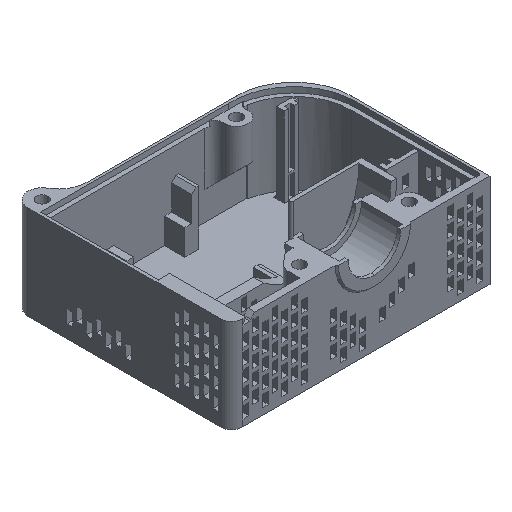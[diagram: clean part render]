
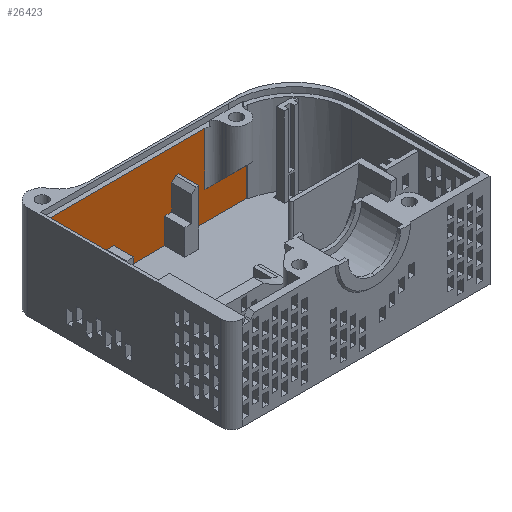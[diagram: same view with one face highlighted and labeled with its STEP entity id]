
A CAD part, isometric view. The second image highlights one B-rep face of the part: STEP entity #26423.
In plain terms, the highlighted planar face has unit normal (0, -1, 0).
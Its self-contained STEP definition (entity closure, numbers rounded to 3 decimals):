
#120 = VERTEX_POINT ( 'NONE', #25652 ) ;
#194 = LINE ( 'NONE', #17798, #3362 ) ;
#265 = CARTESIAN_POINT ( 'NONE',  ( -1.75, 66., -11. ) ) ;
#1132 = DIRECTION ( 'NONE',  ( 0., 0., -1. ) ) ;
#1335 = DIRECTION ( 'NONE',  ( 0., 1., 0. ) ) ;
#1508 = VECTOR ( 'NONE', #19799, 1000. ) ;
#1875 = ORIENTED_EDGE ( 'NONE', *, *, #8663, .F. ) ;
#2196 = CARTESIAN_POINT ( 'NONE',  ( -1.75, 66., -30.3 ) ) ;
#2592 = DIRECTION ( 'NONE',  ( -1., 0., 0. ) ) ;
#3027 = LINE ( 'NONE', #12646, #18242 ) ;
#3265 = LINE ( 'NONE', #14807, #11405 ) ;
#3362 = VECTOR ( 'NONE', #2592, 1000. ) ;
#4112 = EDGE_CURVE ( 'NONE', #29415, #16128, #24762, .T. ) ;
#4241 = LINE ( 'NONE', #4541, #31356 ) ;
#4541 = CARTESIAN_POINT ( 'NONE',  ( 0., 66., -30.3 ) ) ;
#4725 = AXIS2_PLACEMENT_3D ( 'NONE', #8995, #1335, #20706 ) ;
#4942 = ORIENTED_EDGE ( 'NONE', *, *, #27415, .F. ) ;
#5109 = EDGE_CURVE ( 'NONE', #17341, #31687, #10179, .T. ) ;
#5302 = ORIENTED_EDGE ( 'NONE', *, *, #9265, .T. ) ;
#5335 = VERTEX_POINT ( 'NONE', #22674 ) ;
#5931 = EDGE_CURVE ( 'NONE', #16128, #17196, #17949, .T. ) ;
#6036 = LINE ( 'NONE', #10855, #27723 ) ;
#6626 = EDGE_CURVE ( 'NONE', #31271, #30595, #29204, .T. ) ;
#6711 = DIRECTION ( 'NONE',  ( -1., 0., 0. ) ) ;
#6799 = VECTOR ( 'NONE', #16424, 1000. ) ;
#6929 = EDGE_CURVE ( 'NONE', #25486, #120, #12529, .T. ) ;
#7146 = CARTESIAN_POINT ( 'NONE',  ( -2.65, 66., -11. ) ) ;
#7908 = VECTOR ( 'NONE', #20809, 1000. ) ;
#8577 = VERTEX_POINT ( 'NONE', #8635 ) ;
#8590 = DIRECTION ( 'NONE',  ( 0.707, 0., 0.707 ) ) ;
#8635 = CARTESIAN_POINT ( 'NONE',  ( -4.15, 66., -12.5 ) ) ;
#8663 = EDGE_CURVE ( 'NONE', #8577, #29415, #3027, .T. ) ;
#8930 = CARTESIAN_POINT ( 'NONE',  ( -26.7, 66., 0. ) ) ;
#8995 = CARTESIAN_POINT ( 'NONE',  ( 0., 66., 0. ) ) ;
#9084 = CARTESIAN_POINT ( 'NONE',  ( 0., 66., -30.3 ) ) ;
#9099 = LINE ( 'NONE', #13928, #7908 ) ;
#9104 = CARTESIAN_POINT ( 'NONE',  ( -44.45, 66., -30.3 ) ) ;
#9265 = EDGE_CURVE ( 'NONE', #30879, #16709, #24208, .T. ) ;
#9398 = EDGE_CURVE ( 'NONE', #120, #22736, #194, .T. ) ;
#9904 = EDGE_CURVE ( 'NONE', #30595, #30187, #23668, .T. ) ;
#10159 = ORIENTED_EDGE ( 'NONE', *, *, #9904, .F. ) ;
#10167 = CARTESIAN_POINT ( 'NONE',  ( -46.85, 66., -21.35 ) ) ;
#10179 = LINE ( 'NONE', #12440, #1508 ) ;
#10393 = DIRECTION ( 'NONE',  ( 0., 0., -1. ) ) ;
#10855 = CARTESIAN_POINT ( 'NONE',  ( 4.175, 66., -4.175 ) ) ;
#10968 = ORIENTED_EDGE ( 'NONE', *, *, #24307, .T. ) ;
#11097 = PLANE ( 'NONE',  #4725 ) ;
#11255 = FACE_OUTER_BOUND ( 'NONE', #14937, .T. ) ;
#11405 = VECTOR ( 'NONE', #12405, 1000. ) ;
#11894 = DIRECTION ( 'NONE',  ( 0., 0., -1. ) ) ;
#12405 = DIRECTION ( 'NONE',  ( 0., 0., -1. ) ) ;
#12440 = CARTESIAN_POINT ( 'NONE',  ( 0., 66., -1.9 ) ) ;
#12529 = LINE ( 'NONE', #24369, #17127 ) ;
#12646 = CARTESIAN_POINT ( 'NONE',  ( -4.15, 66., 0. ) ) ;
#13038 = VECTOR ( 'NONE', #6711, 1000. ) ;
#13164 = VERTEX_POINT ( 'NONE', #10167 ) ;
#13257 = CARTESIAN_POINT ( 'NONE',  ( -1.75, 66., 0. ) ) ;
#13469 = CARTESIAN_POINT ( 'NONE',  ( -46.85, 66., 0. ) ) ;
#13569 = ORIENTED_EDGE ( 'NONE', *, *, #5931, .F. ) ;
#13771 = LINE ( 'NONE', #28485, #13038 ) ;
#13928 = CARTESIAN_POINT ( 'NONE',  ( 0., 66., -11. ) ) ;
#14019 = CARTESIAN_POINT ( 'NONE',  ( -6.55, 66., -21.35 ) ) ;
#14807 = CARTESIAN_POINT ( 'NONE',  ( 7.5, 66., 0. ) ) ;
#14932 = DIRECTION ( 'NONE',  ( 0., 0., 1. ) ) ;
#14937 = EDGE_LOOP ( 'NONE', ( #20761, #25087, #17059, #5302, #26354, #4942, #20246, #23040, #31067, #13569, #27802, #1875, #15285, #24752, #21928, #10159, #31465, #10968, #21083 ) ) ;
#14981 = CARTESIAN_POINT ( 'NONE',  ( -46.85, 66., -1.9 ) ) ;
#15168 = CARTESIAN_POINT ( 'NONE',  ( 22.029, 66., -20.3 ) ) ;
#15285 = ORIENTED_EDGE ( 'NONE', *, *, #30133, .T. ) ;
#15663 = EDGE_CURVE ( 'NONE', #5335, #16709, #21254, .T. ) ;
#16116 = DIRECTION ( 'NONE',  ( -1., 0., 0. ) ) ;
#16128 = VERTEX_POINT ( 'NONE', #14019 ) ;
#16413 = VECTOR ( 'NONE', #26989, 1000. ) ;
#16424 = DIRECTION ( 'NONE',  ( 1., 0., 0. ) ) ;
#16629 = LINE ( 'NONE', #8930, #27247 ) ;
#16709 = VERTEX_POINT ( 'NONE', #9104 ) ;
#17059 = ORIENTED_EDGE ( 'NONE', *, *, #21810, .T. ) ;
#17127 = VECTOR ( 'NONE', #14932, 1000. ) ;
#17196 = VERTEX_POINT ( 'NONE', #29047 ) ;
#17247 = CARTESIAN_POINT ( 'NONE',  ( 0., 66., -21.35 ) ) ;
#17341 = VERTEX_POINT ( 'NONE', #14981 ) ;
#17540 = DIRECTION ( 'NONE',  ( 0., 0., -1. ) ) ;
#17798 = CARTESIAN_POINT ( 'NONE',  ( 0., 66., -21.35 ) ) ;
#17917 = CARTESIAN_POINT ( 'NONE',  ( -26.7, 66., -21.35 ) ) ;
#17949 = LINE ( 'NONE', #22898, #20957 ) ;
#18242 = VECTOR ( 'NONE', #10393, 1000. ) ;
#18868 = DIRECTION ( 'NONE',  ( -1., 0., 0. ) ) ;
#19178 = VECTOR ( 'NONE', #17540, 1000. ) ;
#19665 = VECTOR ( 'NONE', #21097, 1000. ) ;
#19749 = VECTOR ( 'NONE', #18868, 1000. ) ;
#19799 = DIRECTION ( 'NONE',  ( 1., 0., 0. ) ) ;
#20246 = ORIENTED_EDGE ( 'NONE', *, *, #9398, .F. ) ;
#20706 = DIRECTION ( 'NONE',  ( 0., 0., -1. ) ) ;
#20761 = ORIENTED_EDGE ( 'NONE', *, *, #5109, .F. ) ;
#20809 = DIRECTION ( 'NONE',  ( 1., 0., 0. ) ) ;
#20957 = VECTOR ( 'NONE', #1132, 1000. ) ;
#21083 = ORIENTED_EDGE ( 'NONE', *, *, #21861, .F. ) ;
#21097 = DIRECTION ( 'NONE',  ( -1., 0., 0. ) ) ;
#21254 = LINE ( 'NONE', #26046, #19665 ) ;
#21338 = CARTESIAN_POINT ( 'NONE',  ( -44.45, 66., 0. ) ) ;
#21399 = EDGE_CURVE ( 'NONE', #13164, #17341, #30568, .T. ) ;
#21496 = CARTESIAN_POINT ( 'NONE',  ( -4.15, 66., -21.35 ) ) ;
#21810 = EDGE_CURVE ( 'NONE', #13164, #30879, #22004, .T. ) ;
#21861 = EDGE_CURVE ( 'NONE', #31687, #28475, #3265, .T. ) ;
#21928 = ORIENTED_EDGE ( 'NONE', *, *, #23788, .T. ) ;
#22004 = LINE ( 'NONE', #28570, #6799 ) ;
#22473 = CARTESIAN_POINT ( 'NONE',  ( 22.029, 66., -30.3 ) ) ;
#22674 = CARTESIAN_POINT ( 'NONE',  ( -26.7, 66., -30.3 ) ) ;
#22736 = VERTEX_POINT ( 'NONE', #17917 ) ;
#22898 = CARTESIAN_POINT ( 'NONE',  ( -6.55, 66., 0. ) ) ;
#23040 = ORIENTED_EDGE ( 'NONE', *, *, #6929, .F. ) ;
#23668 = LINE ( 'NONE', #9084, #19749 ) ;
#23788 = EDGE_CURVE ( 'NONE', #30275, #30187, #27969, .T. ) ;
#23817 = VECTOR ( 'NONE', #11894, 1000. ) ;
#24208 = LINE ( 'NONE', #21338, #23817 ) ;
#24307 = EDGE_CURVE ( 'NONE', #31271, #28475, #13771, .T. ) ;
#24361 = EDGE_CURVE ( 'NONE', #30200, #30275, #9099, .T. ) ;
#24369 = CARTESIAN_POINT ( 'NONE',  ( -24.3, 66., 0. ) ) ;
#24752 = ORIENTED_EDGE ( 'NONE', *, *, #24361, .T. ) ;
#24762 = LINE ( 'NONE', #17247, #16413 ) ;
#24885 = CARTESIAN_POINT ( 'NONE',  ( 7.5, 66., -1.9 ) ) ;
#25087 = ORIENTED_EDGE ( 'NONE', *, *, #21399, .F. ) ;
#25281 = CARTESIAN_POINT ( 'NONE',  ( 7.5, 66., -20.3 ) ) ;
#25486 = VERTEX_POINT ( 'NONE', #26584 ) ;
#25652 = CARTESIAN_POINT ( 'NONE',  ( -24.3, 66., -21.35 ) ) ;
#26046 = CARTESIAN_POINT ( 'NONE',  ( 0., 66., -30.3 ) ) ;
#26354 = ORIENTED_EDGE ( 'NONE', *, *, #15663, .F. ) ;
#26423 = ADVANCED_FACE ( 'NONE', ( #11255 ), #11097, .F. ) ;
#26584 = CARTESIAN_POINT ( 'NONE',  ( -24.3, 66., -30.3 ) ) ;
#26793 = VECTOR ( 'NONE', #28119, 1000. ) ;
#26810 = CARTESIAN_POINT ( 'NONE',  ( 22.029, 66., -20.3 ) ) ;
#26989 = DIRECTION ( 'NONE',  ( -1., 0., 0. ) ) ;
#27247 = VECTOR ( 'NONE', #28611, 1000. ) ;
#27415 = EDGE_CURVE ( 'NONE', #22736, #5335, #16629, .T. ) ;
#27706 = DIRECTION ( 'NONE',  ( 0., 0., 1. ) ) ;
#27723 = VECTOR ( 'NONE', #8590, 1000. ) ;
#27780 = EDGE_CURVE ( 'NONE', #17196, #25486, #4241, .T. ) ;
#27802 = ORIENTED_EDGE ( 'NONE', *, *, #4112, .F. ) ;
#27969 = LINE ( 'NONE', #13257, #26793 ) ;
#28119 = DIRECTION ( 'NONE',  ( 0., 0., -1. ) ) ;
#28475 = VERTEX_POINT ( 'NONE', #25281 ) ;
#28485 = CARTESIAN_POINT ( 'NONE',  ( 0., 66., -20.3 ) ) ;
#28570 = CARTESIAN_POINT ( 'NONE',  ( 0., 66., -21.35 ) ) ;
#28611 = DIRECTION ( 'NONE',  ( 0., 0., -1. ) ) ;
#28761 = VECTOR ( 'NONE', #27706, 1000. ) ;
#29047 = CARTESIAN_POINT ( 'NONE',  ( -6.55, 66., -30.3 ) ) ;
#29204 = LINE ( 'NONE', #26810, #19178 ) ;
#29415 = VERTEX_POINT ( 'NONE', #21496 ) ;
#30133 = EDGE_CURVE ( 'NONE', #8577, #30200, #6036, .T. ) ;
#30187 = VERTEX_POINT ( 'NONE', #2196 ) ;
#30200 = VERTEX_POINT ( 'NONE', #7146 ) ;
#30275 = VERTEX_POINT ( 'NONE', #265 ) ;
#30568 = LINE ( 'NONE', #13469, #28761 ) ;
#30595 = VERTEX_POINT ( 'NONE', #22473 ) ;
#30879 = VERTEX_POINT ( 'NONE', #31553 ) ;
#31067 = ORIENTED_EDGE ( 'NONE', *, *, #27780, .F. ) ;
#31271 = VERTEX_POINT ( 'NONE', #15168 ) ;
#31356 = VECTOR ( 'NONE', #16116, 1000. ) ;
#31465 = ORIENTED_EDGE ( 'NONE', *, *, #6626, .F. ) ;
#31553 = CARTESIAN_POINT ( 'NONE',  ( -44.45, 66., -21.35 ) ) ;
#31687 = VERTEX_POINT ( 'NONE', #24885 ) ;
